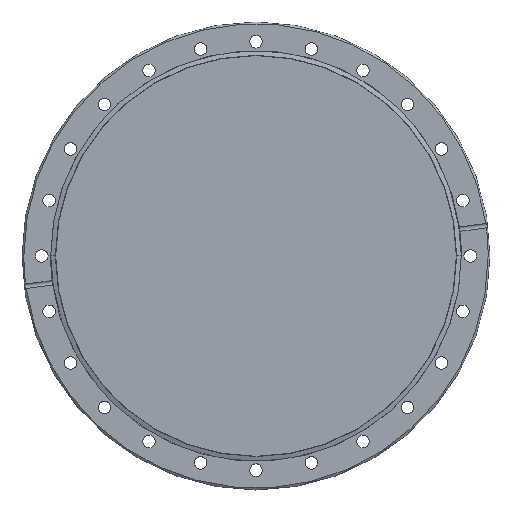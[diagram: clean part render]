
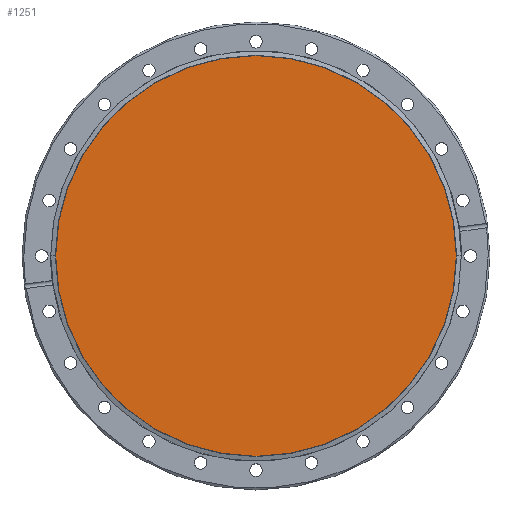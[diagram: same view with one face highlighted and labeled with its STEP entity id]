
A CAD part, top view. The second image highlights one B-rep face of the part: STEP entity #1251.
In plain terms, the highlighted planar face has unit normal (0, 0, 1).
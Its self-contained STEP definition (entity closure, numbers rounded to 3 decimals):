
#30 = DIRECTION ( 'NONE',  ( 0., 0., 1. ) ) ;
#79 = EDGE_LOOP ( 'NONE', ( #248, #2823 ) ) ;
#248 = ORIENTED_EDGE ( 'NONE', *, *, #1117, .T. ) ;
#303 = DIRECTION ( 'NONE',  ( 0., 0., 1. ) ) ;
#338 = CIRCLE ( 'NONE', #2310, 108.398 ) ;
#482 = AXIS2_PLACEMENT_3D ( 'NONE', #1842, #303, #2092 ) ;
#567 = CIRCLE ( 'NONE', #482, 108.398 ) ;
#764 = EDGE_CURVE ( 'NONE', #2662, #1575, #338, .T. ) ;
#916 = CARTESIAN_POINT ( 'NONE',  ( 0., 0., -1.2 ) ) ;
#1032 = PLANE ( 'NONE',  #1297 ) ;
#1117 = EDGE_CURVE ( 'NONE', #1575, #2662, #567, .T. ) ;
#1196 = DIRECTION ( 'NONE',  ( 1., 0., 0. ) ) ;
#1251 = ADVANCED_FACE ( 'NONE', ( #2849 ), #1032, .T. ) ;
#1297 = AXIS2_PLACEMENT_3D ( 'NONE', #1321, #30, #1827 ) ;
#1321 = CARTESIAN_POINT ( 'NONE',  ( 0., 0., -1.2 ) ) ;
#1466 = CARTESIAN_POINT ( 'NONE',  ( 108.398, 0., -1.2 ) ) ;
#1575 = VERTEX_POINT ( 'NONE', #1466 ) ;
#1827 = DIRECTION ( 'NONE',  ( 1., 0., 0. ) ) ;
#1842 = CARTESIAN_POINT ( 'NONE',  ( 0., 0., -1.2 ) ) ;
#2092 = DIRECTION ( 'NONE',  ( 1., 0., 0. ) ) ;
#2310 = AXIS2_PLACEMENT_3D ( 'NONE', #916, #2725, #1196 ) ;
#2662 = VERTEX_POINT ( 'NONE', #3262 ) ;
#2725 = DIRECTION ( 'NONE',  ( 0., 0., 1. ) ) ;
#2823 = ORIENTED_EDGE ( 'NONE', *, *, #764, .T. ) ;
#2849 = FACE_OUTER_BOUND ( 'NONE', #79, .T. ) ;
#3262 = CARTESIAN_POINT ( 'NONE',  ( -108.398, 0., -1.2 ) ) ;
